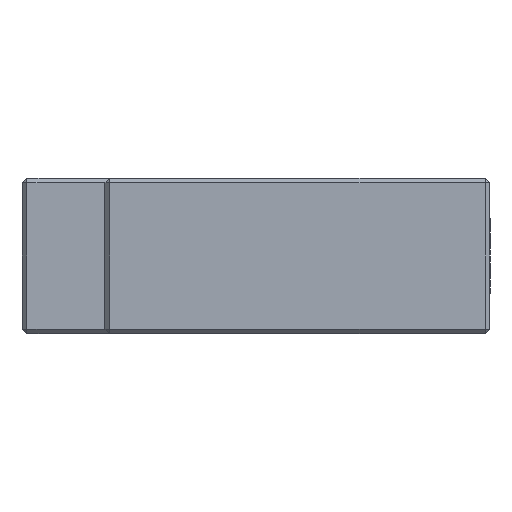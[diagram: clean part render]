
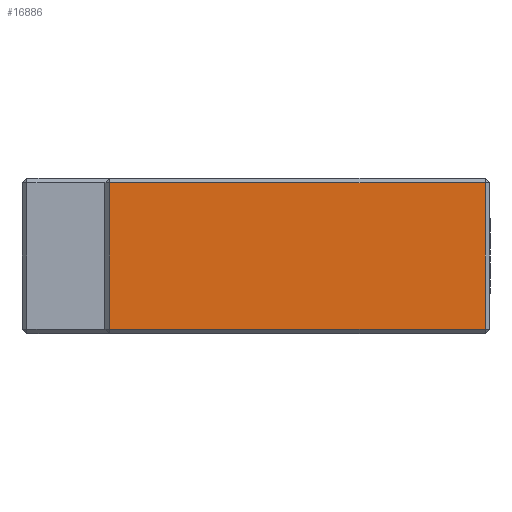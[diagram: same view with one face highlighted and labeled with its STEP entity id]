
A CAD part, left-side view. The second image highlights one B-rep face of the part: STEP entity #16886.
In plain terms, the highlighted planar face has unit normal (-1, 0, 0).
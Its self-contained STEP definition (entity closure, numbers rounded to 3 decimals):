
#61 = CARTESIAN_POINT ( 'NONE',  ( -70., 1., -15. ) ) ;
#586 = LINE ( 'NONE', #15647, #9823 ) ;
#1057 = LINE ( 'NONE', #6129, #3853 ) ;
#1326 = EDGE_CURVE ( 'NONE', #15119, #2565, #586, .T. ) ;
#1554 = VERTEX_POINT ( 'NONE', #14662 ) ;
#2565 = VERTEX_POINT ( 'NONE', #61 ) ;
#3653 = PLANE ( 'NONE',  #7024 ) ;
#3853 = VECTOR ( 'NONE', #14582, 1000. ) ;
#4973 = ORIENTED_EDGE ( 'NONE', *, *, #19345, .T. ) ;
#6129 = CARTESIAN_POINT ( 'NONE',  ( -70., 79., 15. ) ) ;
#7024 = AXIS2_PLACEMENT_3D ( 'NONE', #10362, #10794, #10686 ) ;
#7984 = EDGE_CURVE ( 'NONE', #2565, #1554, #11399, .T. ) ;
#8201 = CARTESIAN_POINT ( 'NONE',  ( -70., 1., 16. ) ) ;
#9172 = DIRECTION ( 'NONE',  ( 0., -1., 0. ) ) ;
#9207 = ORIENTED_EDGE ( 'NONE', *, *, #15131, .T. ) ;
#9301 = CARTESIAN_POINT ( 'NONE',  ( -70., 78., 15. ) ) ;
#9823 = VECTOR ( 'NONE', #9172, 1000. ) ;
#9921 = ORIENTED_EDGE ( 'NONE', *, *, #1326, .T. ) ;
#10295 = DIRECTION ( 'NONE',  ( 0., 0., -1. ) ) ;
#10362 = CARTESIAN_POINT ( 'NONE',  ( -70., 79., 16. ) ) ;
#10686 = DIRECTION ( 'NONE',  ( 0., 1., 0. ) ) ;
#10794 = DIRECTION ( 'NONE',  ( 1., 0., 0. ) ) ;
#10872 = EDGE_LOOP ( 'NONE', ( #9921, #16749, #4973, #9207 ) ) ;
#11300 = VERTEX_POINT ( 'NONE', #9301 ) ;
#11399 = LINE ( 'NONE', #8201, #20277 ) ;
#11747 = CARTESIAN_POINT ( 'NONE',  ( -70., 78., -15. ) ) ;
#11911 = FACE_OUTER_BOUND ( 'NONE', #10872, .T. ) ;
#12931 = DIRECTION ( 'NONE',  ( 0., 0., 1. ) ) ;
#14582 = DIRECTION ( 'NONE',  ( 0., 1., 0. ) ) ;
#14662 = CARTESIAN_POINT ( 'NONE',  ( -70., 1., 15. ) ) ;
#15119 = VERTEX_POINT ( 'NONE', #11747 ) ;
#15131 = EDGE_CURVE ( 'NONE', #11300, #15119, #15458, .T. ) ;
#15136 = CARTESIAN_POINT ( 'NONE',  ( -70., 78., 16. ) ) ;
#15458 = LINE ( 'NONE', #15136, #15922 ) ;
#15647 = CARTESIAN_POINT ( 'NONE',  ( -70., 79., -15. ) ) ;
#15922 = VECTOR ( 'NONE', #10295, 1000. ) ;
#16749 = ORIENTED_EDGE ( 'NONE', *, *, #7984, .T. ) ;
#16886 = ADVANCED_FACE ( 'NONE', ( #11911 ), #3653, .F. ) ;
#19345 = EDGE_CURVE ( 'NONE', #1554, #11300, #1057, .T. ) ;
#20277 = VECTOR ( 'NONE', #12931, 1000. ) ;
